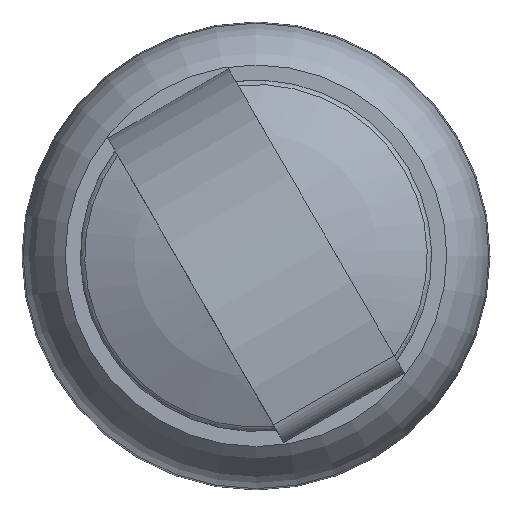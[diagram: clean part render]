
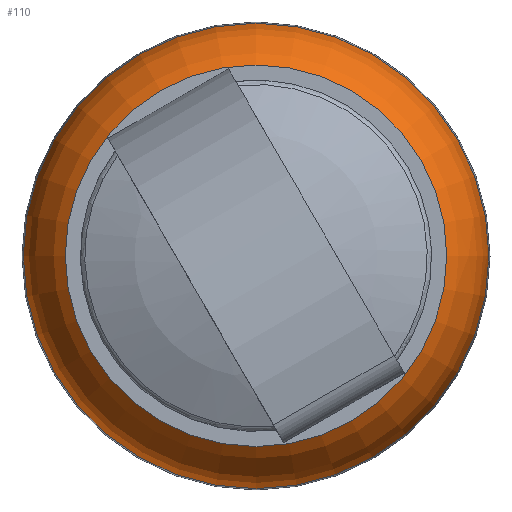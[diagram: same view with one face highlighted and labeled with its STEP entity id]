
A CAD part, top view. The second image highlights one B-rep face of the part: STEP entity #110.
In plain terms, the highlighted toroidal (fillet/blend) face has major radius 7.776 mm and minor radius 7 mm.
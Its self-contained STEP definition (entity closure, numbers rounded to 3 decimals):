
#110 = ADVANCED_FACE( '', ( #197, #198 ), #199, .T. );
#197 = FACE_OUTER_BOUND( '', #312, .T. );
#198 = FACE_OUTER_BOUND( '', #313, .T. );
#199 = TOROIDAL_SURFACE( '', #314, 7.776, 7. );
#312 = EDGE_LOOP( '', ( #616 ) );
#313 = EDGE_LOOP( '', ( #617 ) );
#314 = AXIS2_PLACEMENT_3D( '', #618, #619, #620 );
#616 = ORIENTED_EDGE( '', *, *, #799, .T. );
#617 = ORIENTED_EDGE( '', *, *, #798, .F. );
#618 = CARTESIAN_POINT( '', ( 0., 0., 23.3 ) );
#619 = DIRECTION( '', ( 0., 0., 1. ) );
#620 = DIRECTION( '', ( 1., 0., 0. ) );
#798 = EDGE_CURVE( '', #963, #963, #964, .T. );
#799 = EDGE_CURVE( '', #965, #965, #966, .T. );
#963 = VERTEX_POINT( '', #1231 );
#964 = CIRCLE( '', #1232, 12.106 );
#965 = VERTEX_POINT( '', #1233 );
#966 = CIRCLE( '', #1234, 14.772 );
#1231 = CARTESIAN_POINT( '', ( 12.106, 0., 28.8 ) );
#1232 = AXIS2_PLACEMENT_3D( '', #1394, #1395, #1396 );
#1233 = CARTESIAN_POINT( '', ( 14.772, 0., 23.544 ) );
#1234 = AXIS2_PLACEMENT_3D( '', #1397, #1398, #1399 );
#1394 = CARTESIAN_POINT( '', ( 0., 0., 28.8 ) );
#1395 = DIRECTION( '', ( 0., 0., 1. ) );
#1396 = DIRECTION( '', ( 1., 0., 0. ) );
#1397 = CARTESIAN_POINT( '', ( 0., 0., 23.544 ) );
#1398 = DIRECTION( '', ( 0., 0., 1. ) );
#1399 = DIRECTION( '', ( 1., 0., 0. ) );
